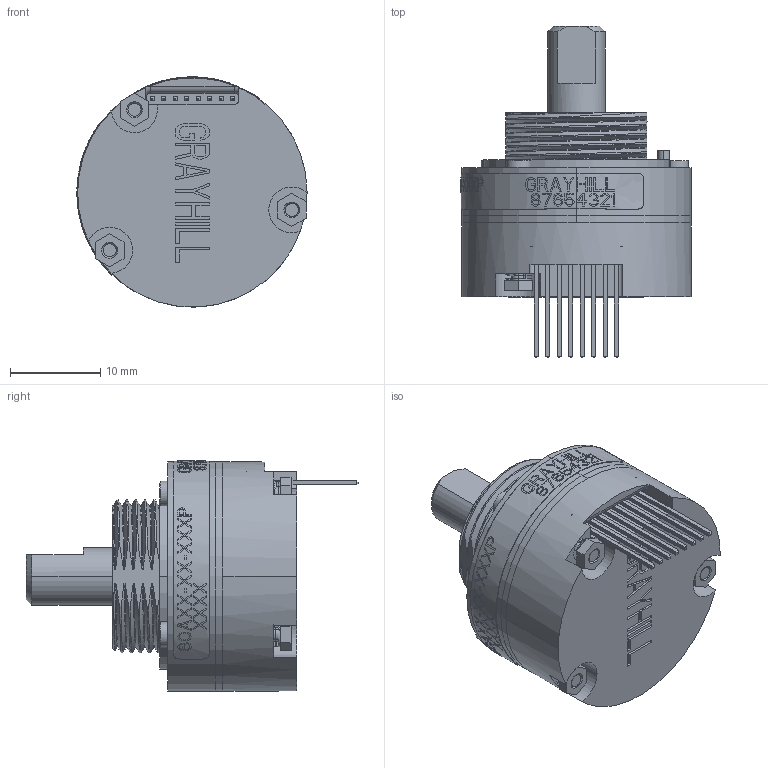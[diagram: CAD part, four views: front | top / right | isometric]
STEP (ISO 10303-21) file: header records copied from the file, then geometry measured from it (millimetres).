
FILE_DESCRIPTION((''),'2;1');
FILE_NAME('60AY-XP_SW0001','2014-10-03T',('ccadayon'),(''),'PRO/ENGINEER BY PARAMETRIC TECHNOLOGY CORPORATION, 2011490','PRO/ENGINEER BY PARAMETRIC TECHNOLOGY CORPORATION, 2011490','');
FILE_SCHEMA(('CONFIG_CONTROL_DESIGN'));
Length unit declared in the file: inch
Products named in the file (1): 60AY-XP_SW0001
Bounding box: 25.49 x 36.75 x 25.49 mm (x, y, z)
Surface area: 4364.3 mm2 (no closed solid volume)
Topology: 0 solids, 44 shells, 462 faces, 2506 edges, 2095 vertices
Faces by surface type: plane 266, cylinder 88, bspline 82, cone 18, torus 4, sphere 4
Entity records: 38764 total; most frequent: CARTESIAN_POINT 21090, ORIENTED_EDGE 3512, DIRECTION 2909, EDGE_CURVE 2506, VERTEX_POINT 2095, VECTOR 1255, LINE 1255, AXIS2_PLACEMENT_3D 827
